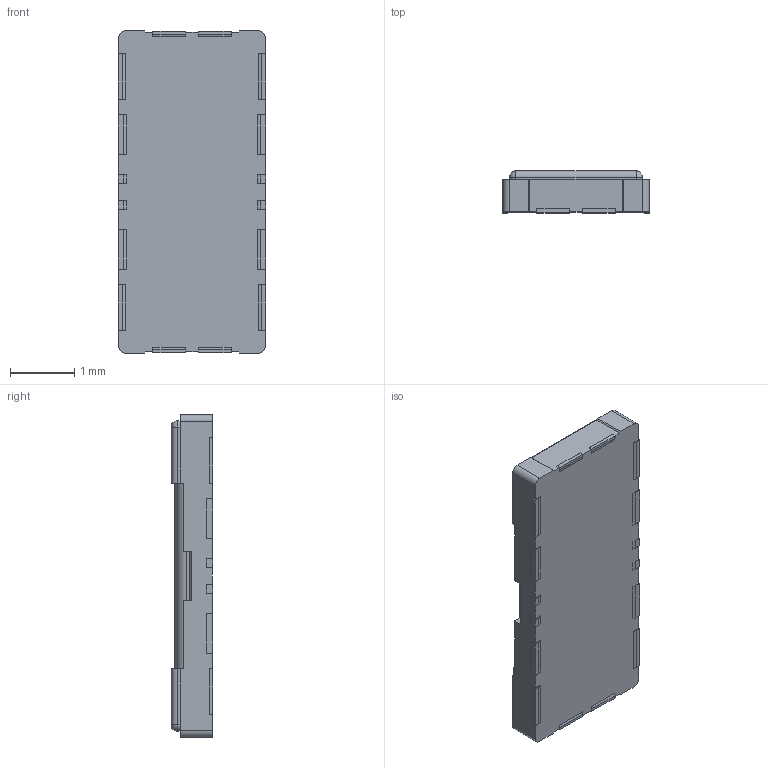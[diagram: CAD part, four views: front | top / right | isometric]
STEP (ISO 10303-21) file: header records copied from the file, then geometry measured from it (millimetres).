
FILE_DESCRIPTION (( 'STEP AP214' ), '1' );
FILE_NAME ('BK22C07-4DS2-0.4V(800).STEP', '2024-02-12T15:54:06', ( '' ), ( '' ), 'SwSTEP 2.0', 'SolidWorks 2024', '' );
FILE_SCHEMA (( 'AUTOMOTIVE_DESIGN' ));
Length unit declared in the file: millimetre
Products named in the file (2): CLOSE_3D_BK22C07-4DS2-0.4V.1_1; BK22C07-4DS2-0.4V(800)
Assembly tree (1 placements, depth 2):
  BK22C07-4DS2-0.4V(800)
    CLOSE_3D_BK22C07-4DS2-0.4V.1_1
Bounding box: 2.3 x 0.65 x 5.02 mm (x, y, z)
Surface area: 39.2 mm2 (no closed solid volume)
Topology: 0 solids, 1 shells, 376 faces, 1081 edges, 704 vertices
Faces by surface type: plane 233, cylinder 115, cone 16, sphere 4, torus 4, bspline 4
Entity records: 16509 total; most frequent: CARTESIAN_POINT 2353, ORIENTED_EDGE 2148, DIRECTION 2069, EDGE_CURVE 1077, LINE 749, VECTOR 749, VERTEX_POINT 704, AXIS2_PLACEMENT_3D 660
